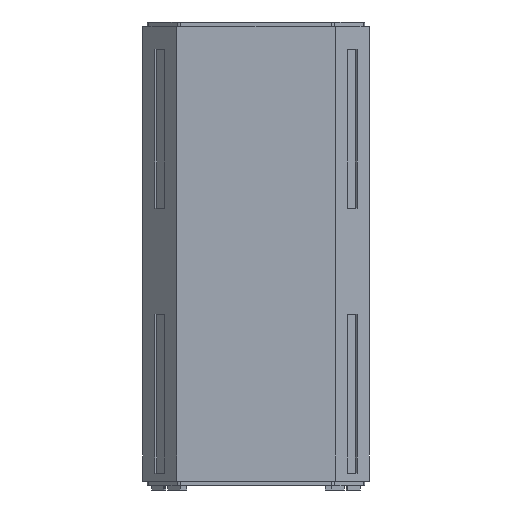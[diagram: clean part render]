
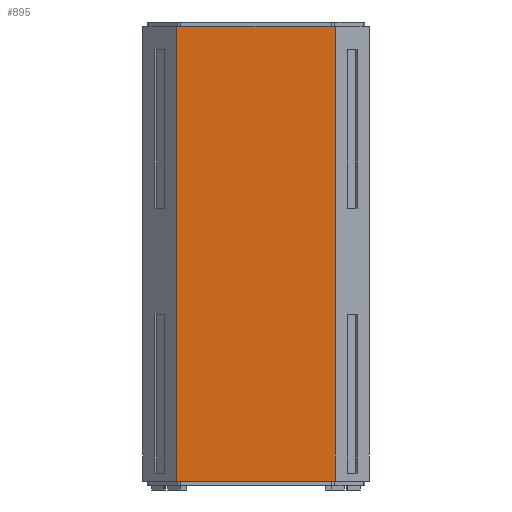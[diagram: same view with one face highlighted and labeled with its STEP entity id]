
A CAD part, front view. The second image highlights one B-rep face of the part: STEP entity #895.
In plain terms, the highlighted planar face has unit normal (0, -1, 0).
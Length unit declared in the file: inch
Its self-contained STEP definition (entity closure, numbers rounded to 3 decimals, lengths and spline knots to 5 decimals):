
#771=CARTESIAN_POINT('',(-0.81315,-1.72215,4.05449));
#772=VERTEX_POINT('',#771);
#780=CARTESIAN_POINT('',(-0.81315,-1.72215,0.0));
#781=VERTEX_POINT('',#780);
#788=CARTESIAN_POINT('',(-0.81315,-1.72215,4.05449));
#789=DIRECTION('',(0.0,0.0,-1.0));
#790=VECTOR('',#789,4.05449);
#791=LINE('',#788,#790);
#792=EDGE_CURVE('',#772,#781,#791,.T.);
#865=CARTESIAN_POINT('',(-0.81315,-1.72215,4.09449));
#866=DIRECTION('',(0.0,1.0,0.0));
#867=DIRECTION('',(0.0,0.0,1.0));
#868=AXIS2_PLACEMENT_3D('',#865,#866,#867);
#869=PLANE('',#868);
#870=CARTESIAN_POINT('',(0.60417,-1.72215,4.05449));
#871=VERTEX_POINT('',#870);
#872=CARTESIAN_POINT('',(-0.81315,-1.72215,4.05449));
#873=DIRECTION('',(1.0,0.0,0.0));
#874=VECTOR('',#873,1.41732);
#875=LINE('',#872,#874);
#876=EDGE_CURVE('',#772,#871,#875,.T.);
#877=ORIENTED_EDGE('',*,*,#876,.F.);
#878=ORIENTED_EDGE('',*,*,#792,.T.);
#879=CARTESIAN_POINT('',(0.60417,-1.72215,0.0));
#880=VERTEX_POINT('',#879);
#881=CARTESIAN_POINT('',(-0.81315,-1.72215,0.0));
#882=DIRECTION('',(1.0,0.0,0.0));
#883=VECTOR('',#882,1.41732);
#884=LINE('',#881,#883);
#885=EDGE_CURVE('',#781,#880,#884,.T.);
#886=ORIENTED_EDGE('',*,*,#885,.T.);
#887=CARTESIAN_POINT('',(0.60417,-1.72215,4.05449));
#888=DIRECTION('',(0.0,0.0,-1.0));
#889=VECTOR('',#888,4.05449);
#890=LINE('',#887,#889);
#891=EDGE_CURVE('',#871,#880,#890,.T.);
#892=ORIENTED_EDGE('',*,*,#891,.F.);
#893=EDGE_LOOP('',(#877,#878,#886,#892));
#894=FACE_OUTER_BOUND('',#893,.T.);
#895=ADVANCED_FACE('',(#894),#869,.F.);
